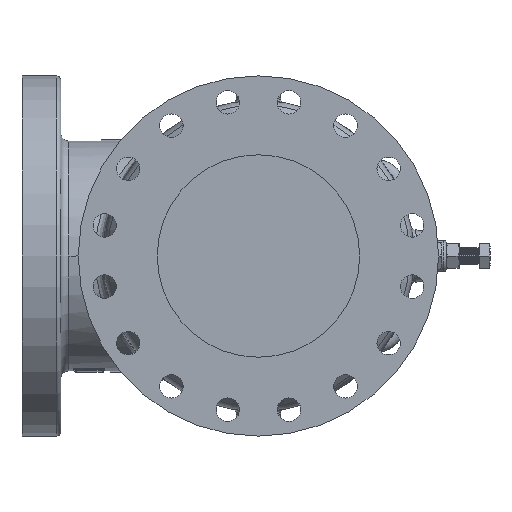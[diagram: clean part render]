
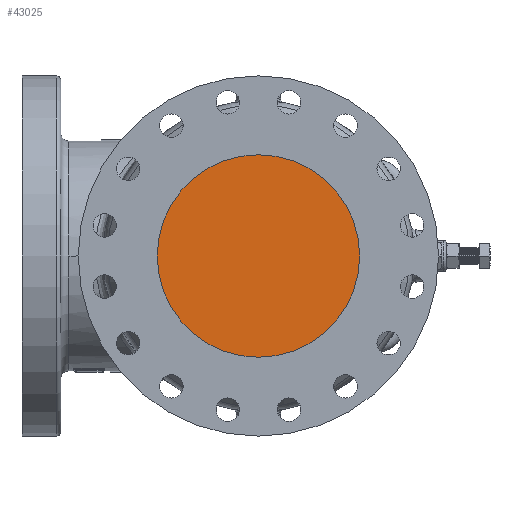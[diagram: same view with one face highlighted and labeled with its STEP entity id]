
A CAD part, left-side view. The second image highlights one B-rep face of the part: STEP entity #43025.
In plain terms, the highlighted planar face has unit normal (-1, 0, 0).
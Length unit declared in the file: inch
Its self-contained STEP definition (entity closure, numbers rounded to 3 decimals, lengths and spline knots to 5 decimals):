
#2774 = PLANE ( 'NONE',  #34144 ) ;
#4367 = CIRCLE ( 'NONE', #37324, 4.92126 ) ;
#5495 = CARTESIAN_POINT ( 'NONE',  ( -13.93703, 0., 0. ) ) ;
#8653 = ORIENTED_EDGE ( 'NONE', *, *, #59007, .T. ) ;
#10193 = CARTESIAN_POINT ( 'NONE',  ( -13.93703, 0., 0. ) ) ;
#10831 = CARTESIAN_POINT ( 'NONE',  ( -13.93703, 4.92126, 0. ) ) ;
#12362 = DIRECTION ( 'NONE',  ( 0., -1., 0. ) ) ;
#17012 = DIRECTION ( 'NONE',  ( 0., -1., 0. ) ) ;
#17182 = EDGE_LOOP ( 'NONE', ( #86052, #8653 ) ) ;
#19862 = CARTESIAN_POINT ( 'NONE',  ( -13.93703, 0., 0. ) ) ;
#26721 = DIRECTION ( 'NONE',  ( 0., -1., 0. ) ) ;
#34144 = AXIS2_PLACEMENT_3D ( 'NONE', #10193, #57708, #17012 ) ;
#37324 = AXIS2_PLACEMENT_3D ( 'NONE', #19862, #67397, #26721 ) ;
#39660 = AXIS2_PLACEMENT_3D ( 'NONE', #5495, #53018, #12362 ) ;
#40681 = CIRCLE ( 'NONE', #39660, 4.92126 ) ;
#43025 = ADVANCED_FACE ( 'NONE', ( #81961 ), #2774, .T. ) ;
#53018 = DIRECTION ( 'NONE',  ( -1., 0., 0. ) ) ;
#57708 = DIRECTION ( 'NONE',  ( -1., 0., 0. ) ) ;
#59007 = EDGE_CURVE ( 'NONE', #74902, #66299, #4367, .T. ) ;
#66299 = VERTEX_POINT ( 'NONE', #83647 ) ;
#67397 = DIRECTION ( 'NONE',  ( -1., 0., 0. ) ) ;
#70553 = EDGE_CURVE ( 'NONE', #66299, #74902, #40681, .T. ) ;
#74902 = VERTEX_POINT ( 'NONE', #10831 ) ;
#81961 = FACE_OUTER_BOUND ( 'NONE', #17182, .T. ) ;
#83647 = CARTESIAN_POINT ( 'NONE',  ( -13.93703, -4.92126, 0. ) ) ;
#86052 = ORIENTED_EDGE ( 'NONE', *, *, #70553, .T. ) ;
